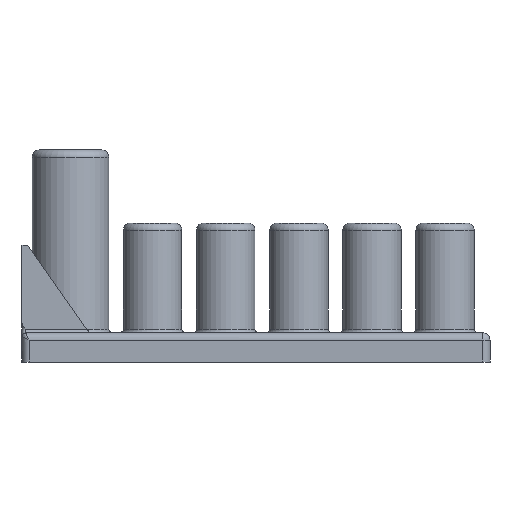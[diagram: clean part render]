
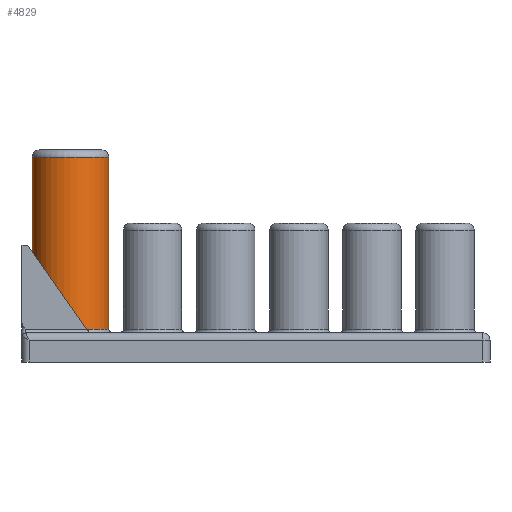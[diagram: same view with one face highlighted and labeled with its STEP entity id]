
A CAD part, left-side view. The second image highlights one B-rep face of the part: STEP entity #4829.
In plain terms, the highlighted cylindrical face has radius 5.25 mm (diameter 10.5 mm), a full revolution.
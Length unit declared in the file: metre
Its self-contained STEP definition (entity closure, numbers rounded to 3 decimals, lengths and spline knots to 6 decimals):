
#299=CYLINDRICAL_SURFACE('',#5677,0.00525);
#991=ORIENTED_EDGE('',*,*,#1833,.T.);
#992=ORIENTED_EDGE('',*,*,#1834,.T.);
#1833=EDGE_CURVE('',#2317,#2317,#2737,.T.);
#1834=EDGE_CURVE('',#2318,#2318,#2738,.F.);
#2317=VERTEX_POINT('',#8783);
#2318=VERTEX_POINT('',#8785);
#2737=CIRCLE('',#5678,0.00525);
#2738=CIRCLE('',#5679,0.00525);
#3285=EDGE_LOOP('',(#991));
#3286=EDGE_LOOP('',(#992));
#4115=FACE_BOUND('',#3285,.T.);
#4116=FACE_BOUND('',#3286,.T.);
#4829=ADVANCED_FACE('',(#4115,#4116),#299,.T.);
#5677=AXIS2_PLACEMENT_3D('',#8781,#7243,#7244);
#5678=AXIS2_PLACEMENT_3D('',#8782,#7245,#7246);
#5679=AXIS2_PLACEMENT_3D('',#8784,#7247,#7248);
#7243=DIRECTION('',(0.,0.,-1.));
#7244=DIRECTION('',(-1.,0.,0.));
#7245=DIRECTION('',(0.,0.,1.));
#7246=DIRECTION('',(1.,0.,0.));
#7247=DIRECTION('',(0.,0.,1.));
#7248=DIRECTION('',(1.,0.,0.));
#8781=CARTESIAN_POINT('',(0.,0.031224,0.025));
#8782=CARTESIAN_POINT('',(0.,0.031224,0.0005));
#8783=CARTESIAN_POINT('',(0.00525,0.031224,0.0005));
#8784=CARTESIAN_POINT('',(0.,0.031224,0.024));
#8785=CARTESIAN_POINT('',(0.00525,0.031224,0.024));
